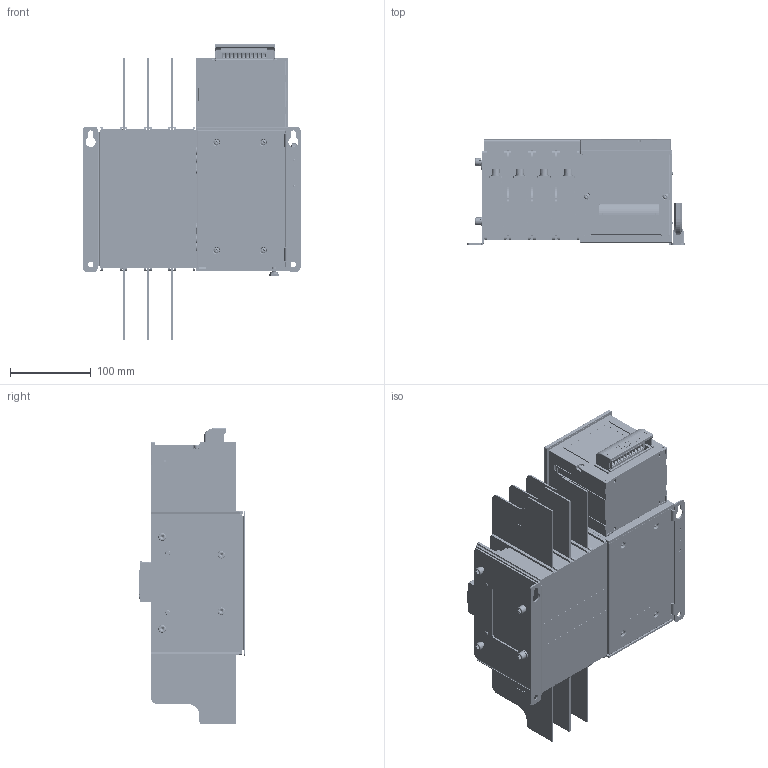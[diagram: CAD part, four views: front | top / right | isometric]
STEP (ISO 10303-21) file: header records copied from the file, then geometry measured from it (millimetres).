
FILE_DESCRIPTION((''),'2;1');
FILE_NAME('25970168P05','2024-04-03T',('youjie.zhu'),(''),'PRO/ENGINEER BY PARAMETRIC TECHNOLOGY CORPORATION, 2015440','PRO/ENGINEER BY PARAMETRIC TECHNOLOGY CORPORATION, 2015440','');
FILE_SCHEMA(('CONFIG_CONTROL_DESIGN'));
Products named in the file (1): 25970168P05
Bounding box: 269.42 x 131.98 x 367.32 mm (x, y, z)
Volume: 1465273.5 mm3; surface area: 895151.1 mm2
Topology: 7 solids, 8 shells, 7196 faces, 20230 edges, 13161 vertices
Faces by surface type: plane 5132, cylinder 1266, cone 282, extrusion 254, torus 203, sphere 37, bspline 22
Entity records: 247153 total; most frequent: CARTESIAN_POINT 60729, ORIENTED_EDGE 40318, DIRECTION 36391, EDGE_CURVE 20159, VECTOR 15443, LINE 15189, VERTEX_POINT 13161, AXIS2_PLACEMENT_3D 10474
